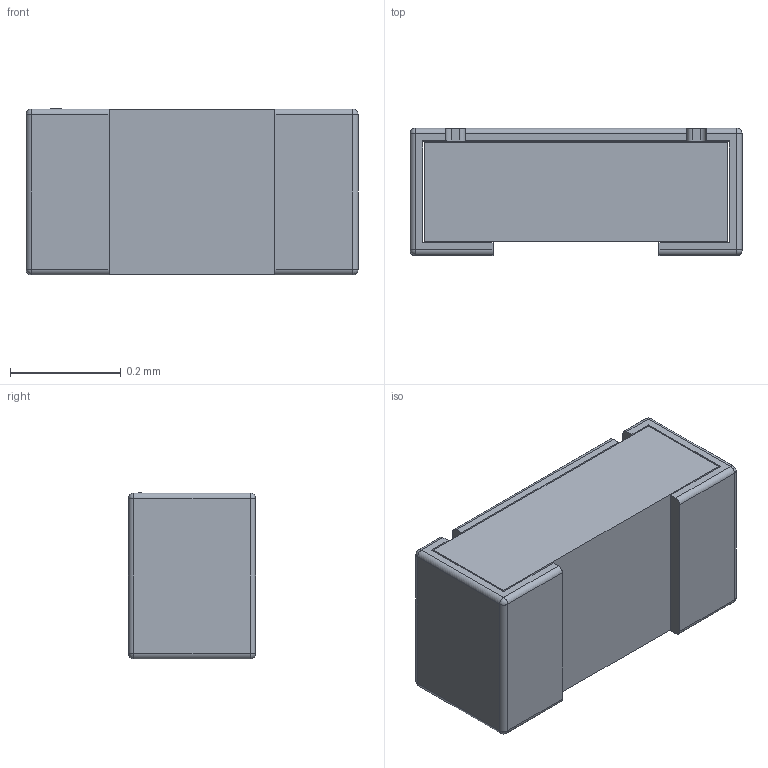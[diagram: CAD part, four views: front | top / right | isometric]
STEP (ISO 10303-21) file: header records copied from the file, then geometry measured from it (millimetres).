
FILE_DESCRIPTION (( 'STEP AP214' ), '1' );
FILE_NAME ('5E3B06A4-2306-4EC4-98A2-1952686175B5.STEP', '2025-01-14T09:56:44', ( '' ), ( '' ), 'SwSTEP 2.0', 'SolidWorks 2022', '' );
FILE_SCHEMA (( 'AUTOMOTIVE_DESIGN' ));
Length unit declared in the file: millimetre
Products named in the file (1): 5E3B06A4-2306-4EC4-98A2-1952686175B5
Bounding box: 0.6 x 0.23 x 0.3 mm (x, y, z)
Volume: 0 mm3; surface area: 1.5 mm2
Topology: 4 solids, 4 shells, 74 faces, 182 edges, 108 vertices
Faces by surface type: plane 40, cylinder 26, sphere 8
Entity records: 2159 total; most frequent: DIRECTION 376, CARTESIAN_POINT 357, ORIENTED_EDGE 348, EDGE_CURVE 174, AXIS2_PLACEMENT_3D 127, LINE 122, VECTOR 122, VERTEX_POINT 108
